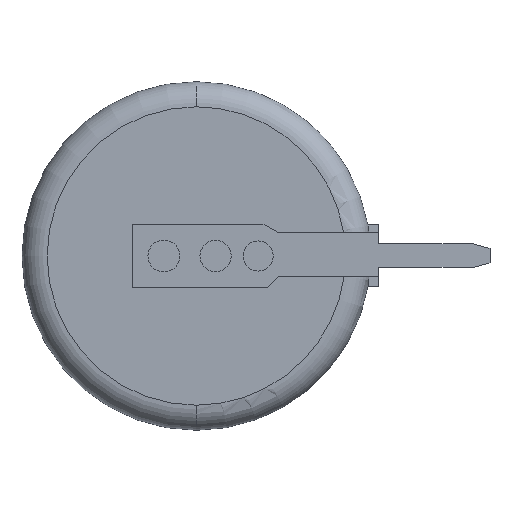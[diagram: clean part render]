
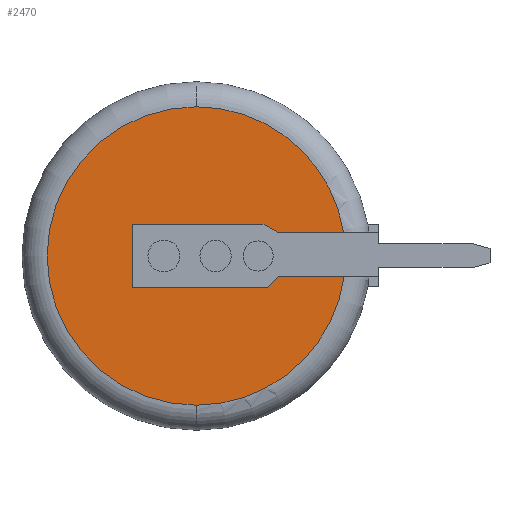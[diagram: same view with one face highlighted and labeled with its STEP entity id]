
A CAD part, front view. The second image highlights one B-rep face of the part: STEP entity #2470.
In plain terms, the highlighted planar face has unit normal (0, -1, 0).
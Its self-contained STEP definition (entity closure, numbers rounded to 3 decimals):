
#5 = CARTESIAN_POINT ( 'NONE',  ( 2.951, 0., 0.84 ) ) ;
#14 = VECTOR ( 'NONE', #3307, 1000. ) ;
#73 = DIRECTION ( 'NONE',  ( 0., -1., 0. ) ) ;
#129 = CIRCLE ( 'NONE', #1985, 5.35 ) ;
#155 = CIRCLE ( 'NONE', #1910, 5.35 ) ;
#171 = CARTESIAN_POINT ( 'NONE',  ( -2.305, 0., -1.142 ) ) ;
#247 = CARTESIAN_POINT ( 'NONE',  ( 2.391, 0., 1.142 ) ) ;
#248 = ORIENTED_EDGE ( 'NONE', *, *, #1632, .F. ) ;
#258 = CARTESIAN_POINT ( 'NONE',  ( 5.284, 0., 0.84 ) ) ;
#264 = EDGE_CURVE ( 'NONE', #3399, #2229, #155, .T. ) ;
#310 = DIRECTION ( 'NONE',  ( 0., 1., 0. ) ) ;
#351 = CARTESIAN_POINT ( 'NONE',  ( 2.951, 0., 0.84 ) ) ;
#369 = LINE ( 'NONE', #5, #813 ) ;
#429 = ORIENTED_EDGE ( 'NONE', *, *, #1240, .T. ) ;
#442 = VERTEX_POINT ( 'NONE', #1221 ) ;
#463 = DIRECTION ( 'NONE',  ( 0.707, 0., 0.707 ) ) ;
#466 = DIRECTION ( 'NONE',  ( -1., 0., 0. ) ) ;
#477 = EDGE_LOOP ( 'NONE', ( #3088, #1340, #622, #248, #1363, #756, #1659, #1751, #1282, #429 ) ) ;
#488 = VERTEX_POINT ( 'NONE', #2455 ) ;
#515 = LINE ( 'NONE', #171, #3363 ) ;
#516 = VERTEX_POINT ( 'NONE', #351 ) ;
#581 = LINE ( 'NONE', #247, #14 ) ;
#622 = ORIENTED_EDGE ( 'NONE', *, *, #1785, .F. ) ;
#631 = CARTESIAN_POINT ( 'NONE',  ( -2.305, 0., -1.142 ) ) ;
#645 = CARTESIAN_POINT ( 'NONE',  ( 0., 0., 0. ) ) ;
#722 = DIRECTION ( 'NONE',  ( 0., 0., -1. ) ) ;
#748 = CARTESIAN_POINT ( 'NONE',  ( 2.391, 0., 1.142 ) ) ;
#756 = ORIENTED_EDGE ( 'NONE', *, *, #2442, .F. ) ;
#810 = CARTESIAN_POINT ( 'NONE',  ( 2.542, 0., -1.142 ) ) ;
#811 = CARTESIAN_POINT ( 'NONE',  ( 6.53, 0., 0.84 ) ) ;
#813 = VECTOR ( 'NONE', #3091, 1000. ) ;
#830 = EDGE_CURVE ( 'NONE', #1090, #488, #1171, .T. ) ;
#881 = VECTOR ( 'NONE', #463, 1000. ) ;
#887 = EDGE_CURVE ( 'NONE', #488, #442, #1812, .T. ) ;
#913 = EDGE_CURVE ( 'NONE', #2741, #2186, #581, .T. ) ;
#935 = DIRECTION ( 'NONE',  ( 0., 0., 1. ) ) ;
#1014 = PLANE ( 'NONE',  #1526 ) ;
#1081 = CARTESIAN_POINT ( 'NONE',  ( -2.305, 0., 1.142 ) ) ;
#1090 = VERTEX_POINT ( 'NONE', #2391 ) ;
#1107 = DIRECTION ( 'NONE',  ( 1., 0., 0. ) ) ;
#1171 = LINE ( 'NONE', #810, #881 ) ;
#1172 = LINE ( 'NONE', #811, #1515 ) ;
#1221 = CARTESIAN_POINT ( 'NONE',  ( 5.3, 0., -0.732 ) ) ;
#1240 = EDGE_CURVE ( 'NONE', #2229, #442, #129, .T. ) ;
#1269 = DIRECTION ( 'NONE',  ( 0., 0., 1. ) ) ;
#1282 = ORIENTED_EDGE ( 'NONE', *, *, #264, .T. ) ;
#1292 = DIRECTION ( 'NONE',  ( 0., -1., 0. ) ) ;
#1340 = ORIENTED_EDGE ( 'NONE', *, *, #830, .F. ) ;
#1363 = ORIENTED_EDGE ( 'NONE', *, *, #913, .F. ) ;
#1445 = CARTESIAN_POINT ( 'NONE',  ( 2.951, 0., -0.732 ) ) ;
#1515 = VECTOR ( 'NONE', #466, 1000. ) ;
#1526 = AXIS2_PLACEMENT_3D ( 'NONE', #645, #310, #3379 ) ;
#1619 = DIRECTION ( 'NONE',  ( 0., -1., 0. ) ) ;
#1632 = EDGE_CURVE ( 'NONE', #2186, #2076, #1780, .T. ) ;
#1644 = CARTESIAN_POINT ( 'NONE',  ( 0., 0., 0. ) ) ;
#1659 = ORIENTED_EDGE ( 'NONE', *, *, #3352, .F. ) ;
#1683 = EDGE_CURVE ( 'NONE', #2024, #3399, #2577, .T. ) ;
#1707 = FACE_OUTER_BOUND ( 'NONE', #477, .T. ) ;
#1737 = CARTESIAN_POINT ( 'NONE',  ( 0., 0., -5.35 ) ) ;
#1751 = ORIENTED_EDGE ( 'NONE', *, *, #1683, .T. ) ;
#1780 = LINE ( 'NONE', #1081, #2644 ) ;
#1785 = EDGE_CURVE ( 'NONE', #2076, #1090, #515, .T. ) ;
#1812 = LINE ( 'NONE', #1445, #2573 ) ;
#1910 = AXIS2_PLACEMENT_3D ( 'NONE', #2190, #73, #3161 ) ;
#1985 = AXIS2_PLACEMENT_3D ( 'NONE', #1644, #1292, #935 ) ;
#2024 = VERTEX_POINT ( 'NONE', #258 ) ;
#2076 = VERTEX_POINT ( 'NONE', #631 ) ;
#2186 = VERTEX_POINT ( 'NONE', #2341 ) ;
#2190 = CARTESIAN_POINT ( 'NONE',  ( 0., 0., 0. ) ) ;
#2229 = VERTEX_POINT ( 'NONE', #1737 ) ;
#2341 = CARTESIAN_POINT ( 'NONE',  ( -2.305, 0., 1.142 ) ) ;
#2391 = CARTESIAN_POINT ( 'NONE',  ( 2.542, 0., -1.142 ) ) ;
#2442 = EDGE_CURVE ( 'NONE', #516, #2741, #369, .T. ) ;
#2455 = CARTESIAN_POINT ( 'NONE',  ( 2.951, 0., -0.732 ) ) ;
#2470 = ADVANCED_FACE ( 'NONE', ( #1707 ), #1014, .F. ) ;
#2573 = VECTOR ( 'NONE', #1107, 1000. ) ;
#2577 = CIRCLE ( 'NONE', #3431, 5.35 ) ;
#2644 = VECTOR ( 'NONE', #722, 1000. ) ;
#2741 = VERTEX_POINT ( 'NONE', #748 ) ;
#2784 = CARTESIAN_POINT ( 'NONE',  ( 0., 0., 5.35 ) ) ;
#3014 = CARTESIAN_POINT ( 'NONE',  ( 0., 0., 0. ) ) ;
#3088 = ORIENTED_EDGE ( 'NONE', *, *, #887, .F. ) ;
#3091 = DIRECTION ( 'NONE',  ( -0.88, 0., 0.474 ) ) ;
#3161 = DIRECTION ( 'NONE',  ( 0., 0., 1. ) ) ;
#3242 = DIRECTION ( 'NONE',  ( 1., 0., 0. ) ) ;
#3307 = DIRECTION ( 'NONE',  ( -1., 0., 0. ) ) ;
#3352 = EDGE_CURVE ( 'NONE', #2024, #516, #1172, .T. ) ;
#3363 = VECTOR ( 'NONE', #3242, 1000. ) ;
#3379 = DIRECTION ( 'NONE',  ( 0., 0., 1. ) ) ;
#3399 = VERTEX_POINT ( 'NONE', #2784 ) ;
#3431 = AXIS2_PLACEMENT_3D ( 'NONE', #3014, #1619, #1269 ) ;
